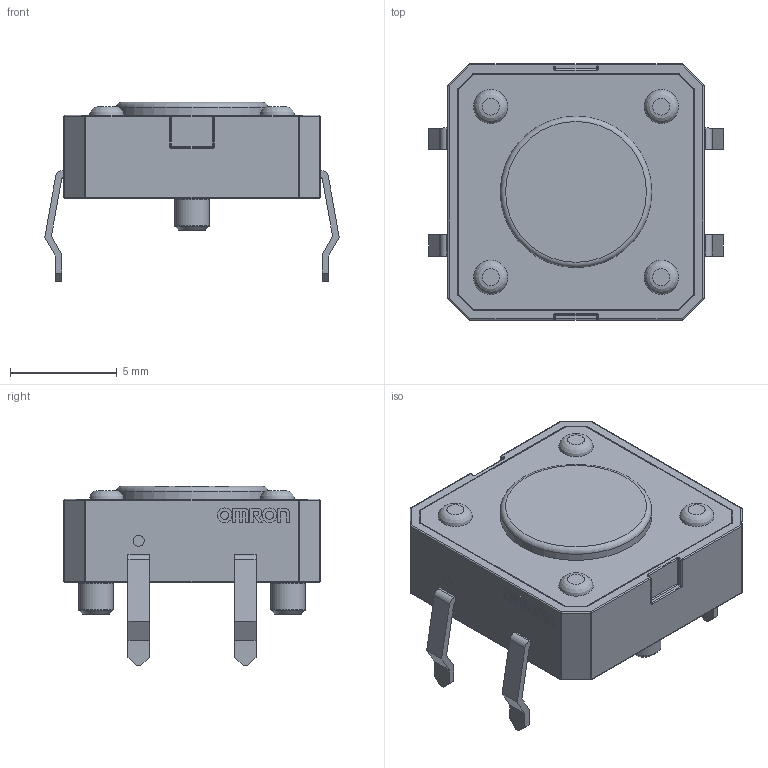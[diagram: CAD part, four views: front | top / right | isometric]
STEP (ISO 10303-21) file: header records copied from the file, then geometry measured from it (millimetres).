
FILE_DESCRIPTION(/* description */ (''),/* implementation_level */ '2;1');
FILE_NAME(/* name */ 'Omron B3F-5000.stp',/* time_stamp */ '2021-03-01T13:51:54-04:00',/* author */ ('rabri'),/* organization */ (''),/* preprocessor_version */ 'ST-DEVELOPER v18',/* originating_system */ 'Autodesk Inventor 2020',/* authorisation */ '');
FILE_SCHEMA (('AUTOMOTIVE_DESIGN { 1 0 10303 214 3 1 1 }'));
Length unit declared in the file: millimetre
Products named in the file (6): Omron B3F-5000; B3F_5000_BUTTON; B3F_5000_BASE; terminal; top shield; logo
Assembly tree (5 placements, depth 2):
  Omron B3F-5000
    B3F_5000_BUTTON
    B3F_5000_BASE
    terminal
    top shield
    logo
Bounding box: 13.8 x 12 x 8.4 mm (x, y, z)
Volume: 598.4 mm3; surface area: 874.6 mm2
Topology: 13 solids, 13 shells, 310 faces, 728 edges, 452 vertices
Faces by surface type: plane 139, cylinder 104, sphere 32, torus 29, bspline 4, cone 2
Full cylindrical faces by diameter (mm): 0.382 x2, 0.516 x1, 0.691 x2, 1.6 x10, 7.1 x3
Entity records: 9231 total; most frequent: DIRECTION 1669, CARTESIAN_POINT 1605, ORIENTED_EDGE 1456, EDGE_CURVE 728, AXIS2_PLACEMENT_3D 624, VERTEX_POINT 452, LINE 421, VECTOR 421
